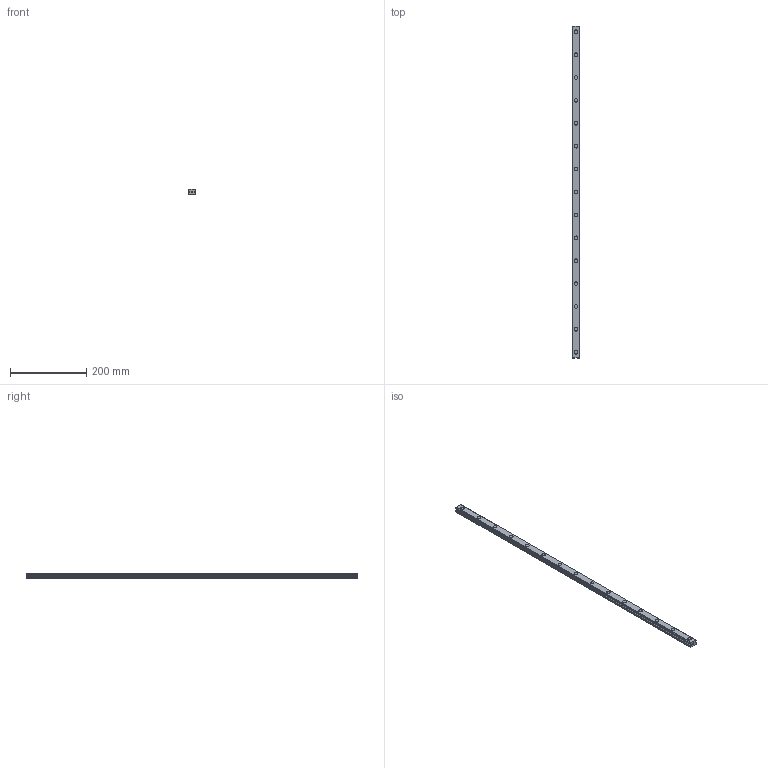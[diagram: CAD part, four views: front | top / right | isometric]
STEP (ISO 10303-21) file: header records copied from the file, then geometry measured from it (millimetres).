
FILE_DESCRIPTION(('STEP AP214'),'1');
FILE_NAME('cctmp_10F66E6F-9F17-4746-A43A-E168AFE1F33E_2021_02_04_08_36_21_0180..stp','2021-02-04T07:36:21',('HIWIN GmbH'),('CADClick - www.CADClick.com'),'Spatial InterOp 3D',' ','unknown authorization');
FILE_SCHEMA(('AUTOMOTIVE_DESIGN'));
Length unit declared in the file: millimetre
Products named in the file (1): EGR20R870C_FILE
Bounding box: 20 x 870 x 15.5 mm (x, y, z)
Volume: 233105.3 mm3; surface area: 70180.1 mm2
Topology: 1 solids, 1 shells, 283 faces, 681 edges, 434 vertices
Faces by surface type: plane 175, cylinder 108
Entity records: 10539 total; most frequent: DIRECTION 1525, CARTESIAN_POINT 1399, ORIENTED_EDGE 1362, EDGE_CURVE 681, AXIS2_PLACEMENT_3D 560, VERTEX_POINT 434, LINE 405, VECTOR 405
